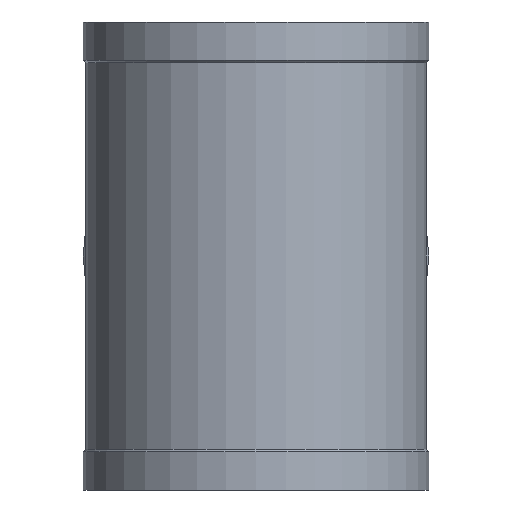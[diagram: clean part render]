
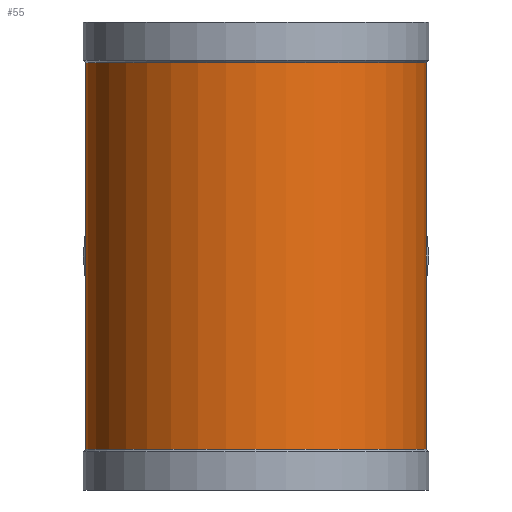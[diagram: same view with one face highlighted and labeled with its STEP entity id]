
A CAD part, left-side view. The second image highlights one B-rep face of the part: STEP entity #55.
In plain terms, the highlighted cylindrical face has radius 200 mm (diameter 400 mm), a full revolution.
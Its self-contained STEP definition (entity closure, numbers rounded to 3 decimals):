
#55 = ADVANCED_FACE( '', ( #123, #124, #125 ), #126, .T. );
#123 = FACE_OUTER_BOUND( '', #208, .T. );
#124 = FACE_BOUND( '', #209, .T. );
#125 = FACE_OUTER_BOUND( '', #210, .T. );
#126 = CYLINDRICAL_SURFACE( '', #211, 200. );
#208 = EDGE_LOOP( '', ( #300 ) );
#209 = EDGE_LOOP( '', ( #301, #302 ) );
#210 = EDGE_LOOP( '', ( #303 ) );
#211 = AXIS2_PLACEMENT_3D( '', #304, #305, #306 );
#300 = ORIENTED_EDGE( '', *, *, #397, .T. );
#301 = ORIENTED_EDGE( '', *, *, #399, .F. );
#302 = ORIENTED_EDGE( '', *, *, #400, .F. );
#303 = ORIENTED_EDGE( '', *, *, #401, .F. );
#304 = CARTESIAN_POINT( '', ( 0., 0., -275. ) );
#305 = DIRECTION( '', ( 0., 0., 1. ) );
#306 = DIRECTION( '', ( -1., 0., 0. ) );
#397 = EDGE_CURVE( '', #448, #448, #449, .T. );
#399 = EDGE_CURVE( '', #451, #452, #453, .T. );
#400 = EDGE_CURVE( '', #452, #451, #454, .F. );
#401 = EDGE_CURVE( '', #455, #455, #456, .T. );
#448 = VERTEX_POINT( '', #511 );
#449 = CIRCLE( '', #512, 200. );
#451 = VERTEX_POINT( '', #514 );
#452 = VERTEX_POINT( '', #515 );
#453 = ELLIPSE( '', #516, 282.843, 200. );
#454 = ELLIPSE( '', #517, 282.843, 200. );
#455 = VERTEX_POINT( '', #518 );
#456 = CIRCLE( '', #519, 200. );
#511 = CARTESIAN_POINT( '', ( -200., 0., 227. ) );
#512 = AXIS2_PLACEMENT_3D( '', #578, #579, #580 );
#514 = CARTESIAN_POINT( '', ( 0., 200., 0. ) );
#515 = CARTESIAN_POINT( '', ( 0., -200., 0. ) );
#516 = AXIS2_PLACEMENT_3D( '', #581, #582, #583 );
#517 = AXIS2_PLACEMENT_3D( '', #584, #585, #586 );
#518 = CARTESIAN_POINT( '', ( -200., 0., -227. ) );
#519 = AXIS2_PLACEMENT_3D( '', #587, #588, #589 );
#578 = CARTESIAN_POINT( '', ( 0., 0., 227. ) );
#579 = DIRECTION( '', ( 0., 0., -1. ) );
#580 = DIRECTION( '', ( -1., 0., 0. ) );
#581 = CARTESIAN_POINT( '', ( 0., 0., 0. ) );
#582 = DIRECTION( '', ( 0.707, 0., -0.707 ) );
#583 = DIRECTION( '', ( -0.707, 0., -0.707 ) );
#584 = CARTESIAN_POINT( '', ( 0., 0., 0. ) );
#585 = DIRECTION( '', ( -0.707, 0., -0.707 ) );
#586 = DIRECTION( '', ( 0.707, 0., -0.707 ) );
#587 = CARTESIAN_POINT( '', ( 0., 0., -227. ) );
#588 = DIRECTION( '', ( 0., 0., -1. ) );
#589 = DIRECTION( '', ( -1., 0., 0. ) );
